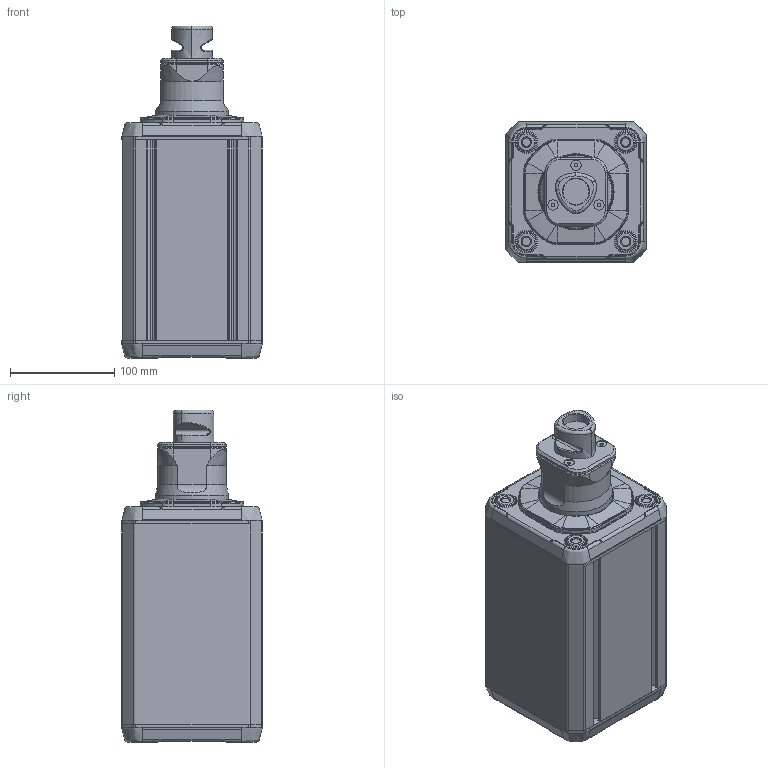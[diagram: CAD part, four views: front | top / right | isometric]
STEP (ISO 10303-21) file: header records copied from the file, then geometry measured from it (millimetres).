
FILE_DESCRIPTION(/* description */ (''),/* implementation_level */ '2;1');
FILE_NAME(/* name */ 'SC3 Ultimate Simplified.step',/* time_stamp */ '2025-06-30T14:56:26+03:00',/* author */ (''),/* organization */ (''),/* preprocessor_version */ 'ST-DEVELOPER v20.1',/* originating_system */ 'Autodesk Translation Framework v14.10.0.0',/* authorisation */ '');
FILE_SCHEMA (('AUTOMOTIVE_DESIGN { 1 0 10303 214 3 1 1 }'));
Length unit declared in the file: millimetre
Products named in the file (3): SC3 Sport Simplified; Link QR WB side simplified v2; Component
Assembly tree (2 placements, depth 3):
  SC3 Sport Simplified
    Link QR WB side simplified v2
      Component
Bounding box: 135 x 135 x 319 mm (x, y, z)
Volume: 4181600.3 mm3; surface area: 235405.5 mm2
Topology: 3 solids, 6 shells, 1140 faces, 2612 edges, 1503 vertices
Faces by surface type: cylinder 300, bspline 294, plane 258, cone 154, torus 134
Full cylindrical faces by diameter (mm): 5 x3, 6.779 x1, 8 x4, 10 x3, 17.8 x4, 20 x2, 25 x1, 58 x1, 62 x1, 70 x1
Entity records: 38183 total; most frequent: CARTESIAN_POINT 13445, ORIENTED_EDGE 5178, DIRECTION 5141, EDGE_CURVE 2589, AXIS2_PLACEMENT_3D 2080, VERTEX_POINT 1503, EDGE_LOOP 1182, FACE_OUTER_BOUND 1140
